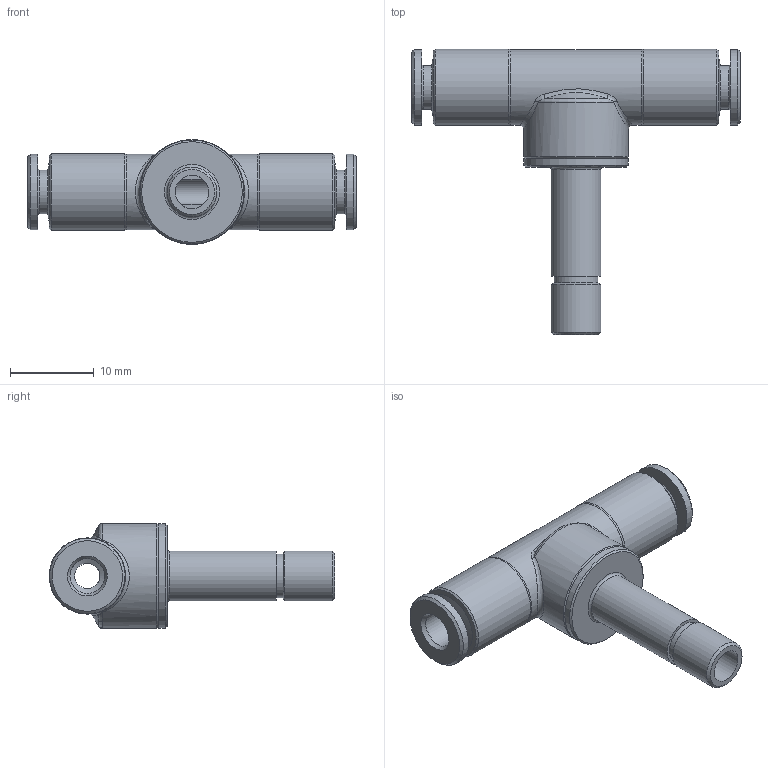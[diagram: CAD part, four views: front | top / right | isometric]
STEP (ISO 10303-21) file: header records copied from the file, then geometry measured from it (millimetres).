
FILE_DESCRIPTION( ( 'STEP AP214' ), '1' );
FILE_NAME( 'psolqas_15768_10.stp', '2020-12-01T17:15:06', ( 'License CC BY-ND 4.0' ), ( 'CADENAS' ), ' ', 'PARTsolutions', ' ' );
FILE_SCHEMA( ( 'AUTOMOTIVE_DESIGN { 1 0 10303 214 1 1 1 1 }' ) );
Length unit declared in the file: metre
Products named in the file (1): Taglia-Rivoluzione1
Bounding box: 39.2 x 34.05 x 12.5 mm (x, y, z)
Volume: 2913.5 mm3; surface area: 2791.4 mm2
Topology: 1 solids, 1 shells, 59 faces, 123 edges, 73 vertices
Faces by surface type: cone 18, cylinder 16, plane 12, bspline 8, torus 5
Full cylindrical faces by diameter (mm): 3 x1, 4 x1, 4.15 x2, 5.2 x3, 5.95 x2, 9 x3, 9.1 x2, 12.4 x1, 12.5 x1
Entity records: 2311 total; most frequent: CARTESIAN_POINT 777, DIRECTION 222, ORIENTED_EDGE 160, AXIS2_PLACEMENT_3D 110, EDGE_LOOP 106, EDGE_CURVE 80, FACE_OUTER_BOUND 78, VERTEX_POINT 66
